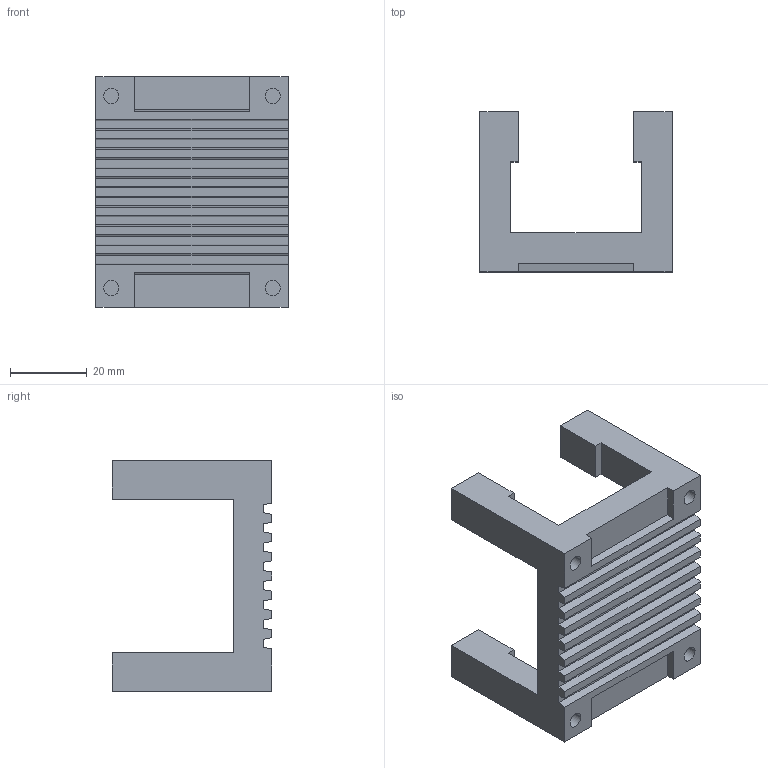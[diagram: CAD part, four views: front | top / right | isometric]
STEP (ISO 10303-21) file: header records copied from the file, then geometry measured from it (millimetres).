
FILE_DESCRIPTION(('CATIA V5 STEP Exchange'),'2;1');
FILE_NAME('VSOTR1100-Y0013 - Fe - 11 Pcs.stp','2022-07-11T10:27:25+00:00',('none'),('none'),'CATIA Version 5 Release 21 GA (IN-10)','CATIA V5 STEP AP214','none');
FILE_SCHEMA(('AUTOMOTIVE_DESIGN { 1 0 10303 214 1 1 1 1 }'));
Length unit declared in the file: millimetre
Products named in the file (1): VSOTR1100-Y013
Bounding box: 50 x 41.6 x 60 mm (x, y, z)
Volume: 35887.7 mm3; surface area: 16499.6 mm2
Topology: 1 solids, 1 shells, 90 faces, 246 edges, 166 vertices
Faces by surface type: plane 74, cylinder 16
Entity records: 2555 total; most frequent: ORIENTED_EDGE 492, CARTESIAN_POINT 486, DIRECTION 302, EDGE_CURVE 246, VECTOR 184, LINE 184, VERTEX_POINT 166, EDGE_LOOP 98
